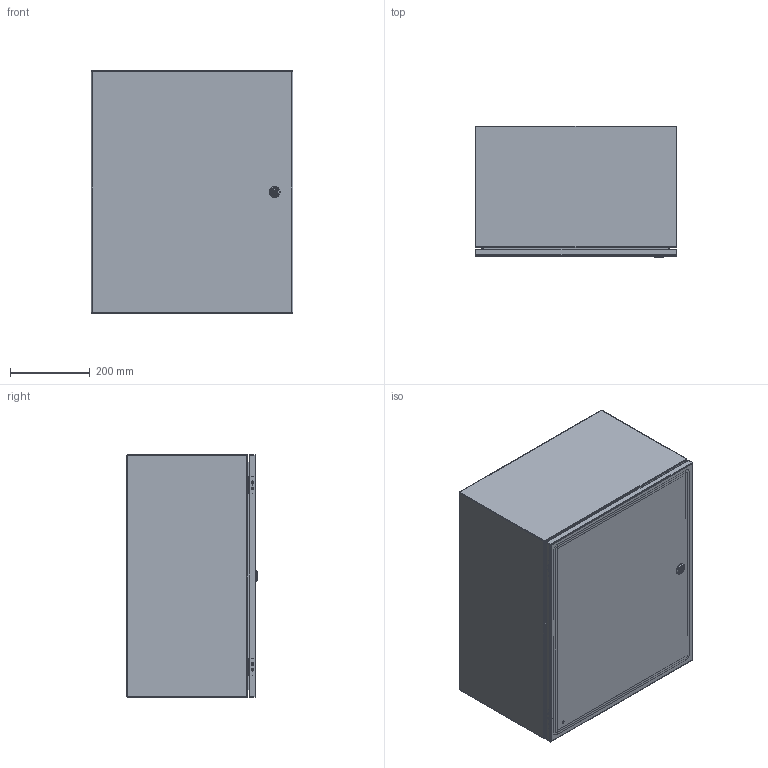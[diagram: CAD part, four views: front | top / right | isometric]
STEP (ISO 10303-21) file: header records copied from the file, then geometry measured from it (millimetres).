
FILE_DESCRIPTION (( 'STEP AP203' ), '1' );
FILE_NAME ('EN4SD242012GY_Default.step', '2019-11-14T20:53:39', ( '' ), ( '' ), 'SwSTEP 2.0', 'SolidWorks 2019', '' );
FILE_SCHEMA (( 'CONFIG_CONTROL_DESIGN' ));
Length unit declared in the file: inch
Products named in the file (1): EN4SD242012GY_Default
Bounding box: 508 x 329.74 x 609.6 mm (x, y, z)
Volume: 2180883.9 mm3; surface area: 2947762.4 mm2
Topology: 23 solids, 24 shells, 622 faces, 1441 edges, 884 vertices
Faces by surface type: plane 293, cylinder 201, bspline 88, torus 24, cone 16
Entity records: 20207 total; most frequent: CARTESIAN_POINT 6428, ORIENTED_EDGE 2854, DIRECTION 2790, EDGE_CURVE 1427, AXIS2_PLACEMENT_3D 992, VERTEX_POINT 884, LINE 806, VECTOR 806
